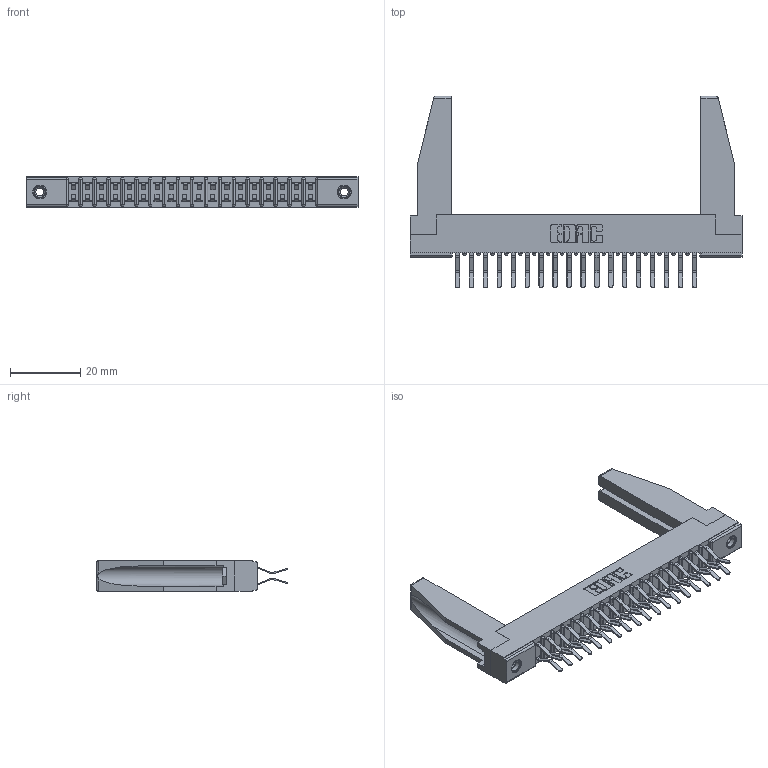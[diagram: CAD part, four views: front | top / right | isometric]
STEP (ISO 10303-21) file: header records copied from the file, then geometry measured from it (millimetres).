
FILE_DESCRIPTION (( 'STEP AP203' ), '1' );
FILE_NAME ('357-036-560-278.STEP', '2019-09-18T03:53:51', ( '' ), ( '' ), 'SwSTEP 2.0', 'SolidWorks 2016', '' );
FILE_SCHEMA (( 'CONFIG_CONTROL_DESIGN' ));
Length unit declared in the file: inch
Products named in the file (5): 345-250-001_345-250-001-102; 307 Part_.156 Dia Mounting Holes; 307-290-001_560; 357-036-560-278; 307-220-078
Assembly tree (41 placements, depth 2):
  357-036-560-278
    307 Part_.156 Dia Mounting Holes
    307-290-001_560  x36
    307-220-078  x2
    345-250-001_345-250-001-102  x2
Bounding box: 94.34 x 54.43 x 8.71 mm (x, y, z)
Volume: 10209.2 mm3; surface area: 14866.7 mm2
Topology: 41 solids, 41 shells, 2067 faces, 5765 edges, 3734 vertices
Faces by surface type: plane 1342, cylinder 671, sphere 38, cone 12, torus 4
Entity records: 21509 total; most frequent: CARTESIAN_POINT 3536, ORIENTED_EDGE 3460, DIRECTION 3428, EDGE_CURVE 1730, LINE 1320, VECTOR 1320, VERTEX_POINT 1120, AXIS2_PLACEMENT_3D 1054
